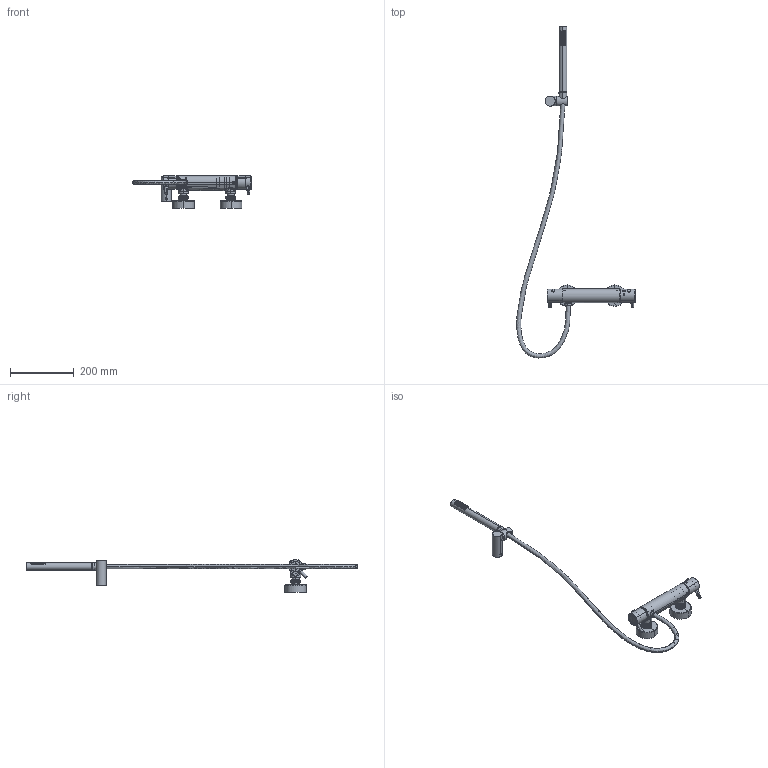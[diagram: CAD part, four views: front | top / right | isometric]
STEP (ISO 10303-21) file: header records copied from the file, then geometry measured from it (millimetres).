
FILE_DESCRIPTION (( 'STEP AP203' ), '1' );
FILE_NAME ('39DP07515.STEP', '2026-02-16T06:38:43', ( '' ), ( '' ), 'SwSTEP 2.0', 'SolidWorks 2025', '' );
FILE_SCHEMA (( 'CONFIG_CONTROL_DESIGN' ));
Products named in the file (1): 39DP07515
Bounding box: 371.75 x 1040.69 x 102.95 mm (x, y, z)
Volume: 474005.9 mm3; surface area: 258522.8 mm2
Topology: 24 solids, 24 shells, 1415 faces, 3426 edges, 2188 vertices
Faces by surface type: cylinder 473, plane 434, cone 343, bspline 110, torus 41, sphere 14
Entity records: 63339 total; most frequent: CARTESIAN_POINT 31634, ORIENTED_EDGE 6816, DIRECTION 6176, EDGE_CURVE 3408, AXIS2_PLACEMENT_3D 2413, VERTEX_POINT 2188, EDGE_LOOP 1626, ADVANCED_FACE 1415
